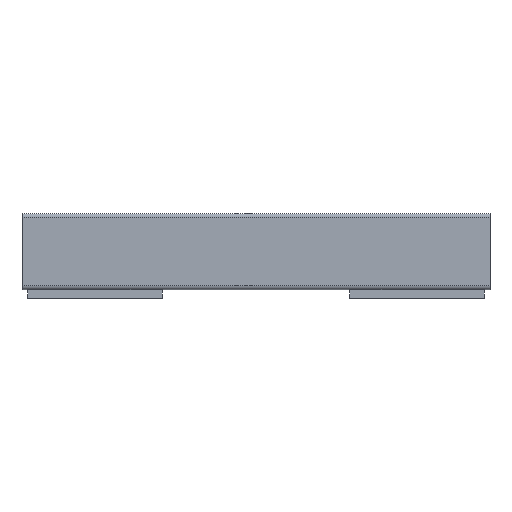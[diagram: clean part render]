
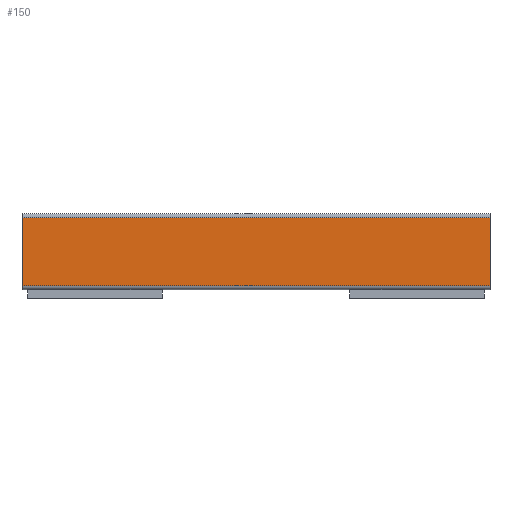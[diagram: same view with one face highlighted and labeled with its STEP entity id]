
A CAD part, left-side view. The second image highlights one B-rep face of the part: STEP entity #150.
In plain terms, the highlighted planar face has unit normal (-1, 0, 0).
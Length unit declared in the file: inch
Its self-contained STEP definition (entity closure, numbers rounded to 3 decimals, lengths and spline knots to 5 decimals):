
#4 = FACE_OUTER_BOUND ( 'NONE', #1901, .T. ) ;
#41 = DIRECTION ( 'NONE',  ( 0., 0., 1. ) ) ;
#92 = VERTEX_POINT ( 'NONE', #2336 ) ;
#109 = CARTESIAN_POINT ( 'NONE',  ( -0.4065, -2.5, 0.77 ) ) ;
#150 = ADVANCED_FACE ( 'NONE', ( #4 ), #2116, .F. ) ;
#257 = CARTESIAN_POINT ( 'NONE',  ( -0.4065, 2.5, 0.043 ) ) ;
#300 = VECTOR ( 'NONE', #41, 39.37008 ) ;
#342 = ORIENTED_EDGE ( 'NONE', *, *, #1442, .T. ) ;
#434 = ORIENTED_EDGE ( 'NONE', *, *, #2242, .F. ) ;
#577 = LINE ( 'NONE', #1394, #300 ) ;
#604 = CARTESIAN_POINT ( 'NONE',  ( -0.4065, 2.5, 0.77 ) ) ;
#608 = DIRECTION ( 'NONE',  ( 1., 0., 0. ) ) ;
#621 = EDGE_CURVE ( 'NONE', #92, #2478, #577, .T. ) ;
#624 = EDGE_CURVE ( 'NONE', #2365, #92, #2352, .T. ) ;
#806 = DIRECTION ( 'NONE',  ( 0., -1., 0. ) ) ;
#823 = DIRECTION ( 'NONE',  ( 0., 0., -1. ) ) ;
#880 = ORIENTED_EDGE ( 'NONE', *, *, #621, .F. ) ;
#919 = LINE ( 'NONE', #604, #1395 ) ;
#1131 = DIRECTION ( 'NONE',  ( 0., 0., 1. ) ) ;
#1311 = VECTOR ( 'NONE', #1458, 39.37008 ) ;
#1394 = CARTESIAN_POINT ( 'NONE',  ( -0.4065, 2.5, 0.813 ) ) ;
#1395 = VECTOR ( 'NONE', #806, 39.37008 ) ;
#1411 = VERTEX_POINT ( 'NONE', #109 ) ;
#1442 = EDGE_CURVE ( 'NONE', #2365, #1411, #1714, .T. ) ;
#1458 = DIRECTION ( 'NONE',  ( 0., 1., 0. ) ) ;
#1686 = VECTOR ( 'NONE', #1131, 39.37008 ) ;
#1714 = LINE ( 'NONE', #1899, #1686 ) ;
#1806 = CARTESIAN_POINT ( 'NONE',  ( -0.4065, 2.5, 0.813 ) ) ;
#1875 = CARTESIAN_POINT ( 'NONE',  ( -0.4065, -2.5, 0.043 ) ) ;
#1897 = CARTESIAN_POINT ( 'NONE',  ( -0.4065, 2.5, 0.77 ) ) ;
#1899 = CARTESIAN_POINT ( 'NONE',  ( -0.4065, -2.5, 0.77 ) ) ;
#1901 = EDGE_LOOP ( 'NONE', ( #434, #880, #2362, #342 ) ) ;
#2116 = PLANE ( 'NONE',  #2156 ) ;
#2156 = AXIS2_PLACEMENT_3D ( 'NONE', #1806, #608, #823 ) ;
#2242 = EDGE_CURVE ( 'NONE', #2478, #1411, #919, .T. ) ;
#2336 = CARTESIAN_POINT ( 'NONE',  ( -0.4065, 2.5, 0.043 ) ) ;
#2352 = LINE ( 'NONE', #257, #1311 ) ;
#2362 = ORIENTED_EDGE ( 'NONE', *, *, #624, .F. ) ;
#2365 = VERTEX_POINT ( 'NONE', #1875 ) ;
#2478 = VERTEX_POINT ( 'NONE', #1897 ) ;
